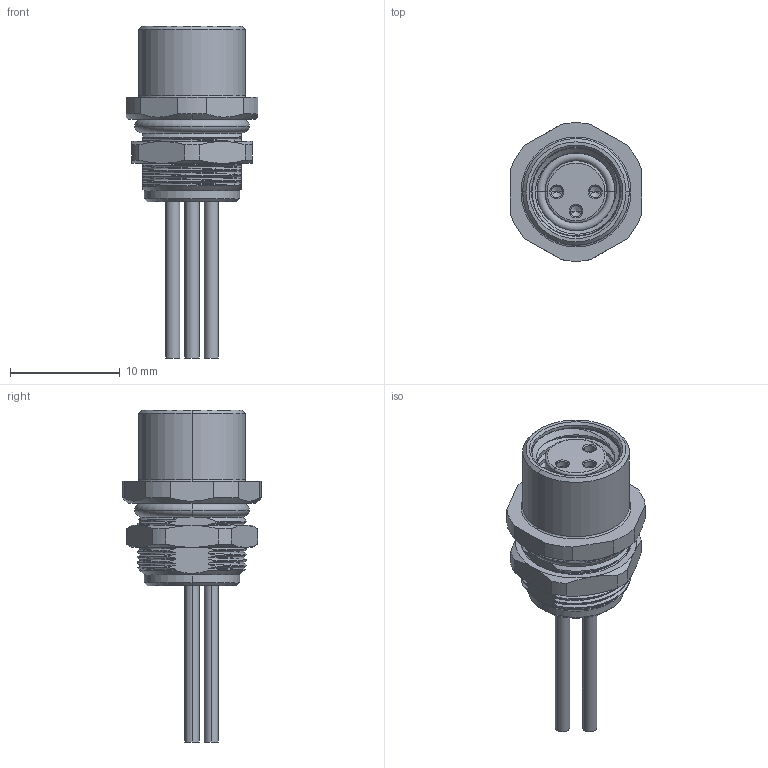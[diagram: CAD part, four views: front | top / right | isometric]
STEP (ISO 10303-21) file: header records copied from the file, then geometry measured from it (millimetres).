
FILE_DESCRIPTION((''),'2;1');
FILE_NAME('PRT0004','2023-08-21T',('gongchengVI'),(''),'PRO/ENGINEER BY PARAMETRIC TECHNOLOGY CORPORATION, 2010280','PRO/ENGINEER BY PARAMETRIC TECHNOLOGY CORPORATION, 2010280','');
FILE_SCHEMA(('CONFIG_CONTROL_DESIGN'));
Length unit declared in the file: millimetre
Products named in the file (1): PRT0004
Bounding box: 12 x 12.6 x 30.2 mm (x, y, z)
Surface area: 2671.6 mm2 (no closed solid volume)
Topology: 0 solids, 12 shells, 460 faces, 1127 edges, 709 vertices
Faces by surface type: cylinder 157, plane 127, cone 83, bspline 71, torus 22
Entity records: 25770 total; most frequent: CARTESIAN_POINT 15385, ORIENTED_EDGE 2230, DIRECTION 2001, EDGE_CURVE 1115, AXIS2_PLACEMENT_3D 783, VERTEX_POINT 709, EDGE_LOOP 510, FACE_OUTER_BOUND 460
